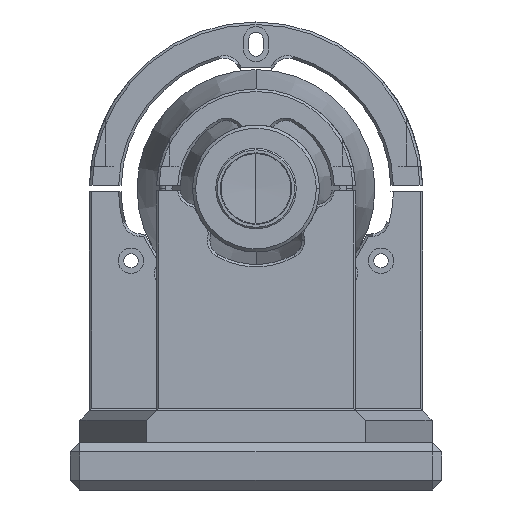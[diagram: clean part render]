
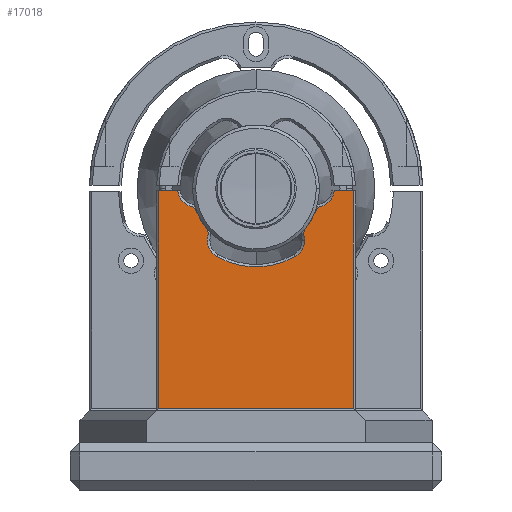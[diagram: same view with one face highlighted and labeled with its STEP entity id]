
A CAD part, left-side view. The second image highlights one B-rep face of the part: STEP entity #17018.
In plain terms, the highlighted planar face has unit normal (-1, 0, 0).
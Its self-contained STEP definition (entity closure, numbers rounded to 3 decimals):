
#46 = VECTOR ( 'NONE', #24998, 1000. ) ;
#499 = DIRECTION ( 'NONE',  ( 0., -1., 0. ) ) ;
#556 = DIRECTION ( 'NONE',  ( 0., -1., 0. ) ) ;
#925 = AXIS2_PLACEMENT_3D ( 'NONE', #18392, #2201, #21115 ) ;
#1889 = ORIENTED_EDGE ( 'NONE', *, *, #3891, .T. ) ;
#2201 = DIRECTION ( 'NONE',  ( 1., 0., 0. ) ) ;
#2317 = CARTESIAN_POINT ( 'NONE',  ( -295., 18.9, 94.902 ) ) ;
#2341 = CIRCLE ( 'NONE', #19519, 5.8 ) ;
#3117 = FACE_OUTER_BOUND ( 'NONE', #30852, .T. ) ;
#3231 = EDGE_CURVE ( 'NONE', #10676, #11207, #28835, .T. ) ;
#3449 = CIRCLE ( 'NONE', #925, 5.8 ) ;
#3802 = VECTOR ( 'NONE', #556, 1000. ) ;
#3891 = EDGE_CURVE ( 'NONE', #16460, #10171, #7624, .T. ) ;
#3918 = AXIS2_PLACEMENT_3D ( 'NONE', #32925, #16680, #499 ) ;
#4663 = VERTEX_POINT ( 'NONE', #32891 ) ;
#5072 = DIRECTION ( 'NONE',  ( 0., -1., 0. ) ) ;
#5331 = EDGE_CURVE ( 'NONE', #10393, #12887, #20102, .T. ) ;
#5582 = VECTOR ( 'NONE', #19296, 1000. ) ;
#5752 = CARTESIAN_POINT ( 'NONE',  ( -295., -18.9, 94.902 ) ) ;
#6429 = LINE ( 'NONE', #12437, #19912 ) ;
#6448 = LINE ( 'NONE', #32823, #5582 ) ;
#6592 = ORIENTED_EDGE ( 'NONE', *, *, #8052, .T. ) ;
#6756 = CIRCLE ( 'NONE', #18733, 5.8 ) ;
#6830 = VERTEX_POINT ( 'NONE', #9726 ) ;
#7024 = CIRCLE ( 'NONE', #24047, 24.7 ) ;
#7528 = LINE ( 'NONE', #14119, #14664 ) ;
#7624 = CIRCLE ( 'NONE', #32534, 5.8 ) ;
#8052 = EDGE_CURVE ( 'NONE', #13649, #16460, #7024, .T. ) ;
#8488 = DIRECTION ( 'NONE',  ( 0., -1., 0. ) ) ;
#8661 = ORIENTED_EDGE ( 'NONE', *, *, #34837, .T. ) ;
#9355 = AXIS2_PLACEMENT_3D ( 'NONE', #5752, #24630, #8488 ) ;
#9726 = CARTESIAN_POINT ( 'NONE',  ( -295., 30.6, 94.25 ) ) ;
#10171 = VERTEX_POINT ( 'NONE', #27527 ) ;
#10344 = VECTOR ( 'NONE', #17395, 1000. ) ;
#10379 = CARTESIAN_POINT ( 'NONE',  ( -295., 0., 25.8 ) ) ;
#10393 = VERTEX_POINT ( 'NONE', #11451 ) ;
#10572 = EDGE_CURVE ( 'NONE', #4663, #13649, #6756, .T. ) ;
#10676 = VERTEX_POINT ( 'NONE', #30775 ) ;
#11207 = VERTEX_POINT ( 'NONE', #20975 ) ;
#11451 = CARTESIAN_POINT ( 'NONE',  ( -295., 30.6, 25.8 ) ) ;
#12437 = CARTESIAN_POINT ( 'NONE',  ( -295., 17.234, 85.05 ) ) ;
#12887 = VERTEX_POINT ( 'NONE', #21885 ) ;
#13500 = VERTEX_POINT ( 'NONE', #21843 ) ;
#13515 = EDGE_CURVE ( 'NONE', #6830, #26348, #18138, .T. ) ;
#13649 = VERTEX_POINT ( 'NONE', #14534 ) ;
#14036 = CARTESIAN_POINT ( 'NONE',  ( -295., 12.461, 73.673 ) ) ;
#14119 = CARTESIAN_POINT ( 'NONE',  ( -295., 65.904, 94.25 ) ) ;
#14534 = CARTESIAN_POINT ( 'NONE',  ( -295., -12.461, 73.673 ) ) ;
#14568 = EDGE_CURVE ( 'NONE', #23558, #10676, #18867, .T. ) ;
#14664 = VECTOR ( 'NONE', #30293, 1000. ) ;
#15369 = ORIENTED_EDGE ( 'NONE', *, *, #19253, .F. ) ;
#16460 = VERTEX_POINT ( 'NONE', #14036 ) ;
#16606 = ORIENTED_EDGE ( 'NONE', *, *, #5331, .T. ) ;
#16680 = DIRECTION ( 'NONE',  ( -1., 0., 0. ) ) ;
#16734 = CARTESIAN_POINT ( 'NONE',  ( -295., 65.904, 94.25 ) ) ;
#17018 = ADVANCED_FACE ( 'NONE', ( #3117 ), #30062, .T. ) ;
#17395 = DIRECTION ( 'NONE',  ( 0., 0., 1. ) ) ;
#17406 = LINE ( 'NONE', #33670, #10344 ) ;
#17727 = EDGE_CURVE ( 'NONE', #11207, #4663, #3449, .T. ) ;
#18138 = LINE ( 'NONE', #16734, #3802 ) ;
#18392 = CARTESIAN_POINT ( 'NONE',  ( -295., -9.535, 78.681 ) ) ;
#18733 = AXIS2_PLACEMENT_3D ( 'NONE', #33430, #33425, #33395 ) ;
#18867 = CIRCLE ( 'NONE', #9355, 5.8 ) ;
#19188 = ORIENTED_EDGE ( 'NONE', *, *, #10572, .T. ) ;
#19253 = EDGE_CURVE ( 'NONE', #23558, #28771, #7528, .T. ) ;
#19296 = DIRECTION ( 'NONE',  ( 0., 0., -1. ) ) ;
#19519 = AXIS2_PLACEMENT_3D ( 'NONE', #2317, #21212, #5072 ) ;
#19912 = VECTOR ( 'NONE', #28604, 1000. ) ;
#20102 = LINE ( 'NONE', #10379, #33648 ) ;
#20238 = DIRECTION ( 'NONE',  ( 0., -1., 0. ) ) ;
#20273 = DIRECTION ( 'NONE',  ( 1., 0., 0. ) ) ;
#20309 = CARTESIAN_POINT ( 'NONE',  ( -295., 9.535, 78.681 ) ) ;
#20831 = DIRECTION ( 'NONE',  ( 0., -1., 0. ) ) ;
#20878 = ORIENTED_EDGE ( 'NONE', *, *, #31737, .T. ) ;
#20975 = CARTESIAN_POINT ( 'NONE',  ( -295., -14.87, 80.956 ) ) ;
#21115 = DIRECTION ( 'NONE',  ( 0., -1., 0. ) ) ;
#21212 = DIRECTION ( 'NONE',  ( 1., 0., 0. ) ) ;
#21672 = DIRECTION ( 'NONE',  ( 0., -1., 0. ) ) ;
#21711 = DIRECTION ( 'NONE',  ( 1., 0., 0. ) ) ;
#21761 = CARTESIAN_POINT ( 'NONE',  ( -295., 0., 95. ) ) ;
#21843 = CARTESIAN_POINT ( 'NONE',  ( -295., 19.598, 89.144 ) ) ;
#21885 = CARTESIAN_POINT ( 'NONE',  ( -295., -30.6, 25.8 ) ) ;
#23558 = VERTEX_POINT ( 'NONE', #25061 ) ;
#24047 = AXIS2_PLACEMENT_3D ( 'NONE', #21761, #21711, #21672 ) ;
#24318 = ORIENTED_EDGE ( 'NONE', *, *, #29021, .T. ) ;
#24630 = DIRECTION ( 'NONE',  ( 1., 0., 0. ) ) ;
#24998 = DIRECTION ( 'NONE',  ( 0., 0.5, -0.866 ) ) ;
#25061 = CARTESIAN_POINT ( 'NONE',  ( -295., -24.663, 94.25 ) ) ;
#25163 = CARTESIAN_POINT ( 'NONE',  ( -295., -17.234, 85.05 ) ) ;
#26014 = ORIENTED_EDGE ( 'NONE', *, *, #28036, .T. ) ;
#26348 = VERTEX_POINT ( 'NONE', #28126 ) ;
#27527 = CARTESIAN_POINT ( 'NONE',  ( -295., 14.87, 80.956 ) ) ;
#27693 = ORIENTED_EDGE ( 'NONE', *, *, #3231, .T. ) ;
#28036 = EDGE_CURVE ( 'NONE', #13500, #26348, #2341, .T. ) ;
#28126 = CARTESIAN_POINT ( 'NONE',  ( -295., 24.663, 94.25 ) ) ;
#28604 = DIRECTION ( 'NONE',  ( 0., 0.5, 0.866 ) ) ;
#28771 = VERTEX_POINT ( 'NONE', #30134 ) ;
#28835 = LINE ( 'NONE', #25163, #46 ) ;
#29021 = EDGE_CURVE ( 'NONE', #10171, #13500, #6429, .T. ) ;
#30062 = PLANE ( 'NONE',  #3918 ) ;
#30134 = CARTESIAN_POINT ( 'NONE',  ( -295., -30.6, 94.25 ) ) ;
#30293 = DIRECTION ( 'NONE',  ( 0., -1., 0. ) ) ;
#30775 = CARTESIAN_POINT ( 'NONE',  ( -295., -19.598, 89.144 ) ) ;
#30852 = EDGE_LOOP ( 'NONE', ( #8661, #16606, #20878, #15369, #33175, #27693, #31923, #19188, #6592, #1889, #24318, #26014, #34914 ) ) ;
#31737 = EDGE_CURVE ( 'NONE', #12887, #28771, #17406, .T. ) ;
#31923 = ORIENTED_EDGE ( 'NONE', *, *, #17727, .T. ) ;
#32534 = AXIS2_PLACEMENT_3D ( 'NONE', #20309, #20273, #20238 ) ;
#32823 = CARTESIAN_POINT ( 'NONE',  ( -295., 30.6, 25. ) ) ;
#32891 = CARTESIAN_POINT ( 'NONE',  ( -295., -15.335, 78.681 ) ) ;
#32925 = CARTESIAN_POINT ( 'NONE',  ( -295., 0., 95. ) ) ;
#33175 = ORIENTED_EDGE ( 'NONE', *, *, #14568, .T. ) ;
#33395 = DIRECTION ( 'NONE',  ( 0., -1., 0. ) ) ;
#33425 = DIRECTION ( 'NONE',  ( 1., 0., 0. ) ) ;
#33430 = CARTESIAN_POINT ( 'NONE',  ( -295., -9.535, 78.681 ) ) ;
#33648 = VECTOR ( 'NONE', #20831, 1000. ) ;
#33670 = CARTESIAN_POINT ( 'NONE',  ( -295., -30.6, 95. ) ) ;
#34837 = EDGE_CURVE ( 'NONE', #6830, #10393, #6448, .T. ) ;
#34914 = ORIENTED_EDGE ( 'NONE', *, *, #13515, .F. ) ;
